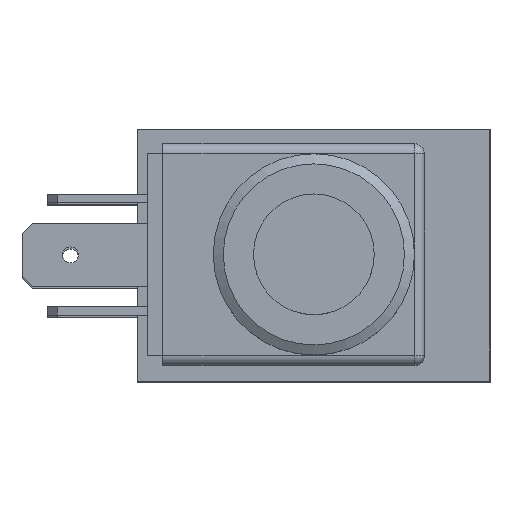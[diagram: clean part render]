
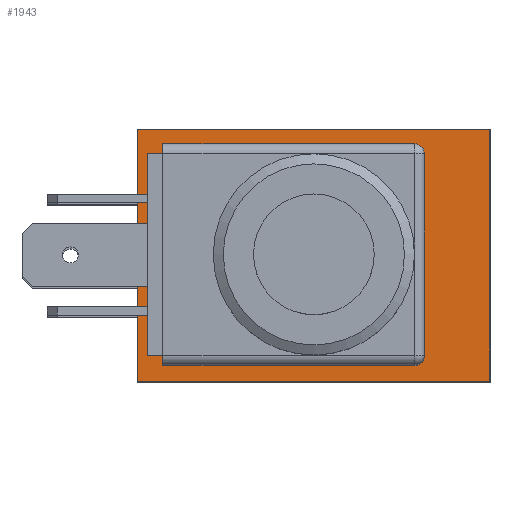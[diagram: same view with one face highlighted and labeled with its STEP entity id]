
A CAD part, top view. The second image highlights one B-rep face of the part: STEP entity #1943.
In plain terms, the highlighted planar face has unit normal (0, 0, 1).
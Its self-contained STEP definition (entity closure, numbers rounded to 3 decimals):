
#1542=CARTESIAN_POINT('',(-11.0,3.849,41.5));
#1543=VERTEX_POINT('',#1542);
#1550=CARTESIAN_POINT('',(-11.,-7.5,41.5));
#1551=VERTEX_POINT('',#1550);
#1552=CARTESIAN_POINT('',(-11.,-7.5,41.5));
#1553=DIRECTION('',(0.0,1.0,0.0));
#1554=VECTOR('',#1553,11.349);
#1555=LINE('',#1552,#1554);
#1556=EDGE_CURVE('',#1551,#1543,#1555,.T.);
#1580=CARTESIAN_POINT('',(-3.849,11.,41.5));
#1581=VERTEX_POINT('',#1580);
#1588=CARTESIAN_POINT('',(-11.0,3.849,41.5));
#1589=DIRECTION('',(0.707,0.707,0.0));
#1590=VECTOR('',#1589,10.113);
#1591=LINE('',#1588,#1590);
#1592=EDGE_CURVE('',#1543,#1581,#1591,.T.);
#1611=CARTESIAN_POINT('',(7.5,11.,41.5));
#1612=VERTEX_POINT('',#1611);
#1619=CARTESIAN_POINT('',(-3.849,11.,41.5));
#1620=DIRECTION('',(1.0,0.0,0.0));
#1621=VECTOR('',#1620,11.349);
#1622=LINE('',#1619,#1621);
#1623=EDGE_CURVE('',#1581,#1612,#1622,.T.);
#1643=CARTESIAN_POINT('',(11.,7.5,41.5));
#1644=VERTEX_POINT('',#1643);
#1651=CARTESIAN_POINT('',(7.5,7.5,41.5));
#1652=DIRECTION('',(0.0,0.0,-1.0));
#1653=DIRECTION('',(1.0,0.0,0.0));
#1654=AXIS2_PLACEMENT_3D('',#1651,#1652,#1653);
#1655=CIRCLE('',#1654,3.5);
#1656=EDGE_CURVE('',#1612,#1644,#1655,.T.);
#1675=CARTESIAN_POINT('',(11.0,-3.849,41.5));
#1676=VERTEX_POINT('',#1675);
#1683=CARTESIAN_POINT('',(11.,7.5,41.5));
#1684=DIRECTION('',(0.0,-1.0,0.0));
#1685=VECTOR('',#1684,11.349);
#1686=LINE('',#1683,#1685);
#1687=EDGE_CURVE('',#1644,#1676,#1686,.T.);
#1706=CARTESIAN_POINT('',(3.849,-11.0,41.5));
#1707=VERTEX_POINT('',#1706);
#1714=CARTESIAN_POINT('',(11.0,-3.849,41.5));
#1715=DIRECTION('',(-0.707,-0.707,0.0));
#1716=VECTOR('',#1715,10.113);
#1717=LINE('',#1714,#1716);
#1718=EDGE_CURVE('',#1676,#1707,#1717,.T.);
#1737=CARTESIAN_POINT('',(-7.5,-11.0,41.5));
#1738=VERTEX_POINT('',#1737);
#1745=CARTESIAN_POINT('',(3.849,-11.0,41.5));
#1746=DIRECTION('',(-1.0,0.0,0.0));
#1747=VECTOR('',#1746,11.349);
#1748=LINE('',#1745,#1747);
#1749=EDGE_CURVE('',#1707,#1738,#1748,.T.);
#1768=CARTESIAN_POINT('',(-7.5,-7.5,41.5));
#1769=DIRECTION('',(0.0,0.0,-1.0));
#1770=DIRECTION('',(-1.0,0.0,0.0));
#1771=AXIS2_PLACEMENT_3D('',#1768,#1769,#1770);
#1772=CIRCLE('',#1771,3.5);
#1773=EDGE_CURVE('',#1738,#1551,#1772,.T.);
#1803=CARTESIAN_POINT('',(17.5,12.5,41.5));
#1804=VERTEX_POINT('',#1803);
#1805=CARTESIAN_POINT('',(17.5,-12.5,41.5));
#1806=VERTEX_POINT('',#1805);
#1807=CARTESIAN_POINT('',(17.5,12.5,41.5));
#1808=DIRECTION('',(0.0,-1.0,0.0));
#1809=VECTOR('',#1808,25.);
#1810=LINE('',#1807,#1809);
#1811=EDGE_CURVE('',#1804,#1806,#1810,.T.);
#1843=CARTESIAN_POINT('',(-17.5,-12.5,41.5));
#1844=VERTEX_POINT('',#1843);
#1845=CARTESIAN_POINT('',(17.5,-12.5,41.5));
#1846=DIRECTION('',(-1.0,0.0,0.0));
#1847=VECTOR('',#1846,35.);
#1848=LINE('',#1845,#1847);
#1849=EDGE_CURVE('',#1806,#1844,#1848,.T.);
#1874=CARTESIAN_POINT('',(-17.5,12.5,41.5));
#1875=VERTEX_POINT('',#1874);
#1876=CARTESIAN_POINT('',(-17.5,-12.5,41.5));
#1877=DIRECTION('',(0.0,1.0,0.0));
#1878=VECTOR('',#1877,25.);
#1879=LINE('',#1876,#1878);
#1880=EDGE_CURVE('',#1844,#1875,#1879,.T.);
#1905=CARTESIAN_POINT('',(-17.5,12.5,41.5));
#1906=DIRECTION('',(1.0,0.0,0.0));
#1907=VECTOR('',#1906,35.);
#1908=LINE('',#1905,#1907);
#1909=EDGE_CURVE('',#1875,#1804,#1908,.T.);
#1922=CARTESIAN_POINT('',(0.,0.,41.5));
#1923=DIRECTION('',(0.0,0.0,1.0));
#1924=DIRECTION('',(1.0,0.0,0.0));
#1925=AXIS2_PLACEMENT_3D('',#1922,#1923,#1924);
#1926=PLANE('',#1925);
#1927=ORIENTED_EDGE('',*,*,#1811,.F.);
#1928=ORIENTED_EDGE('',*,*,#1909,.F.);
#1929=ORIENTED_EDGE('',*,*,#1880,.F.);
#1930=ORIENTED_EDGE('',*,*,#1849,.F.);
#1931=EDGE_LOOP('',(#1927,#1928,#1929,#1930));
#1932=FACE_OUTER_BOUND('',#1931,.T.);
#1933=ORIENTED_EDGE('',*,*,#1556,.T.);
#1934=ORIENTED_EDGE('',*,*,#1592,.T.);
#1935=ORIENTED_EDGE('',*,*,#1623,.T.);
#1936=ORIENTED_EDGE('',*,*,#1656,.T.);
#1937=ORIENTED_EDGE('',*,*,#1687,.T.);
#1938=ORIENTED_EDGE('',*,*,#1718,.T.);
#1939=ORIENTED_EDGE('',*,*,#1749,.T.);
#1940=ORIENTED_EDGE('',*,*,#1773,.T.);
#1941=EDGE_LOOP('',(#1933,#1934,#1935,#1936,#1937,#1938,#1939,#1940));
#1942=FACE_BOUND('',#1941,.T.);
#1943=ADVANCED_FACE('',(#1932,#1942),#1926,.T.);
